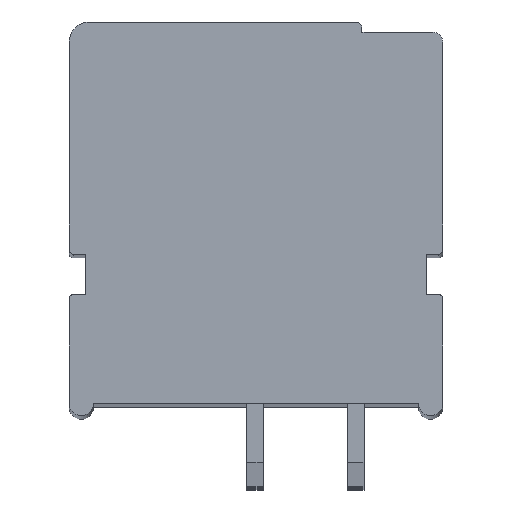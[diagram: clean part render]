
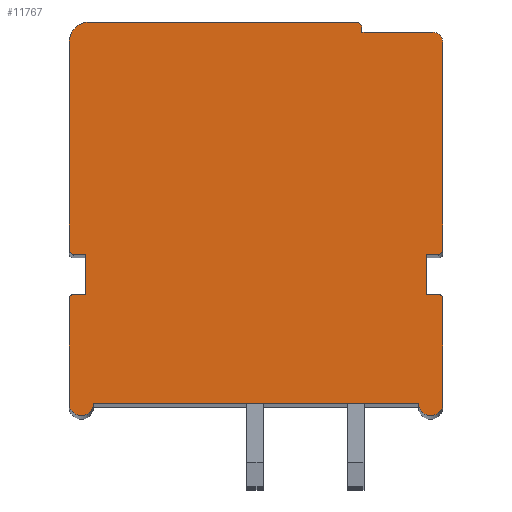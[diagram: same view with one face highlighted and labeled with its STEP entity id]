
A CAD part, top view. The second image highlights one B-rep face of the part: STEP entity #11767.
In plain terms, the highlighted planar face has unit normal (0, 0, 1).
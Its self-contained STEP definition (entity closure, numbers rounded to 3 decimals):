
#1592=CARTESIAN_POINT('',(8.75,8.75,4.7));
#1593=DIRECTION('',(0.,0.,1.));
#1594=DIRECTION('',(1.,0.,0.));
#1595=AXIS2_PLACEMENT_3D('',#1592,#1593,#1594);
#1597=DIRECTION('',(0.,1.,0.));
#1598=VECTOR('',#1597,10.3);
#1599=CARTESIAN_POINT('',(9.25,-1.55,4.7));
#1600=LINE('',#1599,#1598);
#1601=CARTESIAN_POINT('',(9.05,-1.55,4.7));
#1602=DIRECTION('',(0.,0.,1.));
#1603=DIRECTION('',(0.,-1.,0.));
#1604=AXIS2_PLACEMENT_3D('',#1601,#1602,#1603);
#1606=DIRECTION('',(1.,0.,0.));
#1607=VECTOR('',#1606,0.6);
#1608=CARTESIAN_POINT('',(8.45,-1.75,4.7));
#1609=LINE('',#1608,#1607);
#1610=DIRECTION('',(0.,1.,0.));
#1611=VECTOR('',#1610,2.);
#1612=CARTESIAN_POINT('',(8.45,-3.75,4.7));
#1613=LINE('',#1612,#1611);
#1614=DIRECTION('',(-1.,0.,0.));
#1615=VECTOR('',#1614,0.6);
#1616=CARTESIAN_POINT('',(9.05,-3.75,4.7));
#1617=LINE('',#1616,#1615);
#1618=CARTESIAN_POINT('',(9.05,-3.95,4.7));
#1619=DIRECTION('',(0.,0.,1.));
#1620=DIRECTION('',(1.,0.,0.));
#1621=AXIS2_PLACEMENT_3D('',#1618,#1619,#1620);
#1623=DIRECTION('',(0.,1.,0.));
#1624=VECTOR('',#1623,5.2);
#1625=CARTESIAN_POINT('',(9.25,-9.15,4.7));
#1626=LINE('',#1625,#1624);
#1627=CARTESIAN_POINT('',(8.65,-9.15,4.7));
#1628=DIRECTION('',(0.,0.,1.));
#1629=DIRECTION('',(-1.,0.,0.));
#1630=AXIS2_PLACEMENT_3D('',#1627,#1628,#1629);
#1632=DIRECTION('',(1.,0.,0.));
#1633=VECTOR('',#1632,16.1);
#1634=CARTESIAN_POINT('',(-8.05,-9.15,4.7));
#1635=LINE('',#1634,#1633);
#1636=CARTESIAN_POINT('',(-8.65,-9.15,4.7));
#1637=DIRECTION('',(0.,0.,1.));
#1638=DIRECTION('',(-1.,0.,0.));
#1639=AXIS2_PLACEMENT_3D('',#1636,#1637,#1638);
#1641=DIRECTION('',(0.,-1.,0.));
#1642=VECTOR('',#1641,5.2);
#1643=CARTESIAN_POINT('',(-9.25,-3.95,4.7));
#1644=LINE('',#1643,#1642);
#1645=CARTESIAN_POINT('',(-9.05,-3.95,4.7));
#1646=DIRECTION('',(0.,0.,1.));
#1647=DIRECTION('',(0.,1.,0.));
#1648=AXIS2_PLACEMENT_3D('',#1645,#1646,#1647);
#1650=DIRECTION('',(-1.,0.,0.));
#1651=VECTOR('',#1650,0.6);
#1652=CARTESIAN_POINT('',(-8.45,-3.75,4.7));
#1653=LINE('',#1652,#1651);
#1654=DIRECTION('',(0.,-1.,0.));
#1655=VECTOR('',#1654,2.);
#1656=CARTESIAN_POINT('',(-8.45,-1.75,4.7));
#1657=LINE('',#1656,#1655);
#1658=DIRECTION('',(1.,0.,0.));
#1659=VECTOR('',#1658,0.6);
#1660=CARTESIAN_POINT('',(-9.05,-1.75,4.7));
#1661=LINE('',#1660,#1659);
#1662=CARTESIAN_POINT('',(-9.05,-1.55,4.7));
#1663=DIRECTION('',(0.,0.,1.));
#1664=DIRECTION('',(-1.,0.,0.));
#1665=AXIS2_PLACEMENT_3D('',#1662,#1663,#1664);
#1667=DIRECTION('',(0.,-1.,0.));
#1668=VECTOR('',#1667,10.3);
#1669=CARTESIAN_POINT('',(-9.25,8.75,4.7));
#1670=LINE('',#1669,#1668);
#1671=CARTESIAN_POINT('',(-8.25,8.75,4.7));
#1672=DIRECTION('',(0.,0.,1.));
#1673=DIRECTION('',(0.,1.,0.));
#1674=AXIS2_PLACEMENT_3D('',#1671,#1672,#1673);
#1676=DIRECTION('',(-1.,0.,0.));
#1677=VECTOR('',#1676,13.2);
#1678=CARTESIAN_POINT('',(4.95,9.75,4.7));
#1679=LINE('',#1678,#1677);
#1680=CARTESIAN_POINT('',(4.95,9.45,4.7));
#1681=DIRECTION('',(0.,0.,1.));
#1682=DIRECTION('',(1.,0.,0.));
#1683=AXIS2_PLACEMENT_3D('',#1680,#1681,#1682);
#1685=DIRECTION('',(0.,1.,0.));
#1686=VECTOR('',#1685,0.2);
#1687=CARTESIAN_POINT('',(5.25,9.25,4.7));
#1688=LINE('',#1687,#1686);
#1689=DIRECTION('',(-1.,0.,0.));
#1690=VECTOR('',#1689,3.5);
#1691=CARTESIAN_POINT('',(8.75,9.25,4.7));
#1692=LINE('',#1691,#1690);
#7913=CARTESIAN_POINT('',(9.25,8.75,4.7));
#7914=CARTESIAN_POINT('',(8.75,9.25,4.7));
#7915=VERTEX_POINT('',#7913);
#7916=VERTEX_POINT('',#7914);
#7917=CARTESIAN_POINT('',(5.25,9.25,4.7));
#7918=VERTEX_POINT('',#7917);
#7919=CARTESIAN_POINT('',(5.25,9.45,4.7));
#7920=VERTEX_POINT('',#7919);
#7921=CARTESIAN_POINT('',(4.95,9.75,4.7));
#7922=VERTEX_POINT('',#7921);
#7923=CARTESIAN_POINT('',(-8.25,9.75,4.7));
#7924=VERTEX_POINT('',#7923);
#7925=CARTESIAN_POINT('',(-9.25,8.75,4.7));
#7926=VERTEX_POINT('',#7925);
#7927=CARTESIAN_POINT('',(-9.25,-1.55,4.7));
#7928=VERTEX_POINT('',#7927);
#7929=CARTESIAN_POINT('',(-9.05,-1.75,4.7));
#7930=VERTEX_POINT('',#7929);
#7931=CARTESIAN_POINT('',(-8.45,-1.75,4.7));
#7932=VERTEX_POINT('',#7931);
#7933=CARTESIAN_POINT('',(-8.45,-3.75,4.7));
#7934=VERTEX_POINT('',#7933);
#7935=CARTESIAN_POINT('',(-9.05,-3.75,4.7));
#7936=VERTEX_POINT('',#7935);
#7937=CARTESIAN_POINT('',(-9.25,-3.95,4.7));
#7938=VERTEX_POINT('',#7937);
#7939=CARTESIAN_POINT('',(-9.25,-9.15,4.7));
#7940=VERTEX_POINT('',#7939);
#7941=CARTESIAN_POINT('',(-8.05,-9.15,4.7));
#7942=VERTEX_POINT('',#7941);
#7943=CARTESIAN_POINT('',(8.05,-9.15,4.7));
#7944=VERTEX_POINT('',#7943);
#7945=CARTESIAN_POINT('',(9.25,-9.15,4.7));
#7946=VERTEX_POINT('',#7945);
#7947=CARTESIAN_POINT('',(9.25,-3.95,4.7));
#7948=VERTEX_POINT('',#7947);
#7949=CARTESIAN_POINT('',(9.05,-3.75,4.7));
#7950=VERTEX_POINT('',#7949);
#7951=CARTESIAN_POINT('',(8.45,-3.75,4.7));
#7952=VERTEX_POINT('',#7951);
#7953=CARTESIAN_POINT('',(8.45,-1.75,4.7));
#7954=VERTEX_POINT('',#7953);
#7955=CARTESIAN_POINT('',(9.05,-1.75,4.7));
#7956=VERTEX_POINT('',#7955);
#7957=CARTESIAN_POINT('',(9.25,-1.55,4.7));
#7958=VERTEX_POINT('',#7957);
#11737=CARTESIAN_POINT('',(0.,0.,4.7));
#11738=DIRECTION('',(0.,0.,1.));
#11739=DIRECTION('',(1.,0.,0.));
#11740=AXIS2_PLACEMENT_3D('',#11737,#11738,#11739);
#11741=PLANE('',#11740);
#11742=ORIENTED_EDGE('',*,*,#10457,.F.);
#11743=ORIENTED_EDGE('',*,*,#10472,.F.);
#11744=ORIENTED_EDGE('',*,*,#10486,.F.);
#11745=ORIENTED_EDGE('',*,*,#10500,.F.);
#11746=ORIENTED_EDGE('',*,*,#10514,.F.);
#11747=ORIENTED_EDGE('',*,*,#10528,.F.);
#11748=ORIENTED_EDGE('',*,*,#10542,.F.);
#11749=ORIENTED_EDGE('',*,*,#10556,.F.);
#11750=ORIENTED_EDGE('',*,*,#10570,.F.);
#11751=ORIENTED_EDGE('',*,*,#10584,.F.);
#11752=ORIENTED_EDGE('',*,*,#11018,.F.);
#11753=ORIENTED_EDGE('',*,*,#11032,.F.);
#11754=ORIENTED_EDGE('',*,*,#11046,.F.);
#11755=ORIENTED_EDGE('',*,*,#11060,.F.);
#11756=ORIENTED_EDGE('',*,*,#11074,.F.);
#11757=ORIENTED_EDGE('',*,*,#11088,.F.);
#11758=ORIENTED_EDGE('',*,*,#11102,.F.);
#11759=ORIENTED_EDGE('',*,*,#11116,.F.);
#11760=ORIENTED_EDGE('',*,*,#11130,.F.);
#11761=ORIENTED_EDGE('',*,*,#11144,.F.);
#11762=ORIENTED_EDGE('',*,*,#11494,.F.);
#11763=ORIENTED_EDGE('',*,*,#11508,.F.);
#11764=ORIENTED_EDGE('',*,*,#11521,.F.);
#11765=EDGE_LOOP('',(#11742,#11743,#11744,#11745,#11746,#11747,#11748,#11749,
#11750,#11751,#11752,#11753,#11754,#11755,#11756,#11757,#11758,#11759,#11760,
#11761,#11762,#11763,#11764));
#11766=FACE_OUTER_BOUND('',#11765,.F.);
#1596=CIRCLE('',#1595,0.5);
#1605=CIRCLE('',#1604,0.2);
#1622=CIRCLE('',#1621,0.2);
#1631=CIRCLE('',#1630,0.6);
#1640=CIRCLE('',#1639,0.6);
#1649=CIRCLE('',#1648,0.2);
#1666=CIRCLE('',#1665,0.2);
#1675=CIRCLE('',#1674,1.);
#1684=CIRCLE('',#1683,0.3);
#10457=EDGE_CURVE('',#7915,#7916,#1596,.T.);
#10472=EDGE_CURVE('',#7958,#7915,#1600,.T.);
#10486=EDGE_CURVE('',#7956,#7958,#1605,.T.);
#10500=EDGE_CURVE('',#7954,#7956,#1609,.T.);
#10514=EDGE_CURVE('',#7952,#7954,#1613,.T.);
#10528=EDGE_CURVE('',#7950,#7952,#1617,.T.);
#10542=EDGE_CURVE('',#7948,#7950,#1622,.T.);
#10556=EDGE_CURVE('',#7946,#7948,#1626,.T.);
#10570=EDGE_CURVE('',#7944,#7946,#1631,.T.);
#10584=EDGE_CURVE('',#7942,#7944,#1635,.T.);
#11018=EDGE_CURVE('',#7940,#7942,#1640,.T.);
#11032=EDGE_CURVE('',#7938,#7940,#1644,.T.);
#11046=EDGE_CURVE('',#7936,#7938,#1649,.T.);
#11060=EDGE_CURVE('',#7934,#7936,#1653,.T.);
#11074=EDGE_CURVE('',#7932,#7934,#1657,.T.);
#11088=EDGE_CURVE('',#7930,#7932,#1661,.T.);
#11102=EDGE_CURVE('',#7928,#7930,#1666,.T.);
#11116=EDGE_CURVE('',#7926,#7928,#1670,.T.);
#11130=EDGE_CURVE('',#7924,#7926,#1675,.T.);
#11144=EDGE_CURVE('',#7922,#7924,#1679,.T.);
#11494=EDGE_CURVE('',#7920,#7922,#1684,.T.);
#11508=EDGE_CURVE('',#7918,#7920,#1688,.T.);
#11521=EDGE_CURVE('',#7916,#7918,#1692,.T.);
#11767=ADVANCED_FACE('',(#11766),#11741,.T.);
